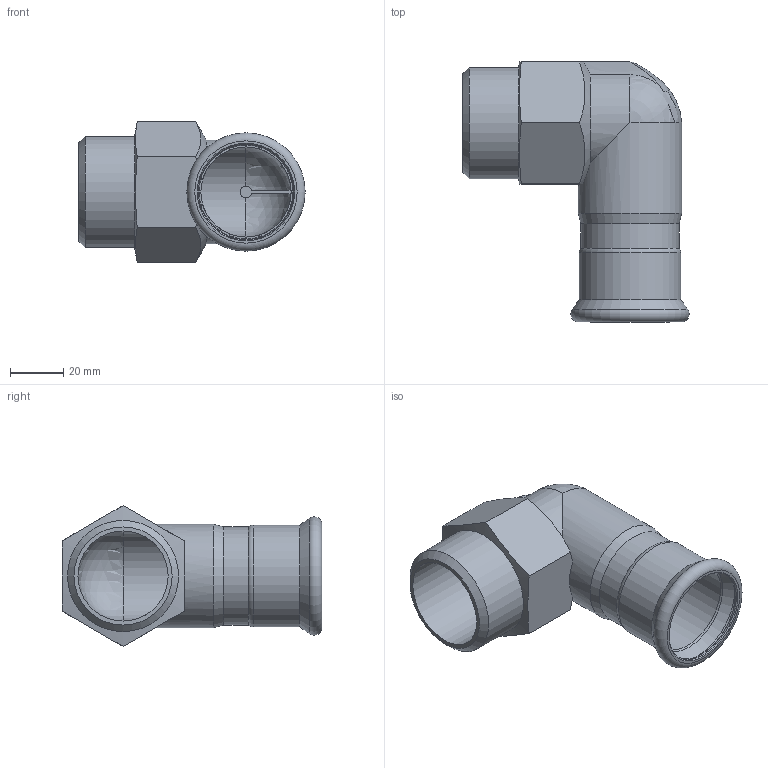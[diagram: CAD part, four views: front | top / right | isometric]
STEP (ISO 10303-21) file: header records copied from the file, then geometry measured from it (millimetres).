
FILE_DESCRIPTION(/* description */ (''),/* implementation_level */ '2;1');
FILE_NAME(/* name */ '34153.stp',/* time_stamp */ '2014-04-03T17:54:41+02:00',/* author */ ('bruh'),/* organization */ (''),/* preprocessor_version */ 'ST-DEVELOPER v15.2',/* originating_system */ 'Autodesk Inventor 2014',/* authorisation */ '');
FILE_SCHEMA (('AUTOMOTIVE_DESIGN { 1 0 10303 214 3 1 1 }'));
Length unit declared in the file: millimetre
Products named in the file (3): 90716; 100387; 34153
Bounding box: 85.3 x 98 x 53.12 mm (x, y, z)
Volume: 55816.8 mm3; surface area: 34749.4 mm2
Topology: 2 solids, 2 shells, 45 faces, 109 edges, 66 vertices
Faces by surface type: plane 15, cylinder 12, cone 9, torus 4, bspline 3, sphere 2
Full cylindrical faces by diameter (mm): 34 x3, 35.3 x1, 35.9 x1, 37 x1, 38.4 x1, 39 x1, 41.91 x1
Entity records: 1310 total; most frequent: CARTESIAN_POINT 341, DIRECTION 188, ORIENTED_EDGE 160, AXIS2_PLACEMENT_3D 86, EDGE_CURVE 80, EDGE_LOOP 71, VERTEX_POINT 61, ADVANCED_FACE 45
